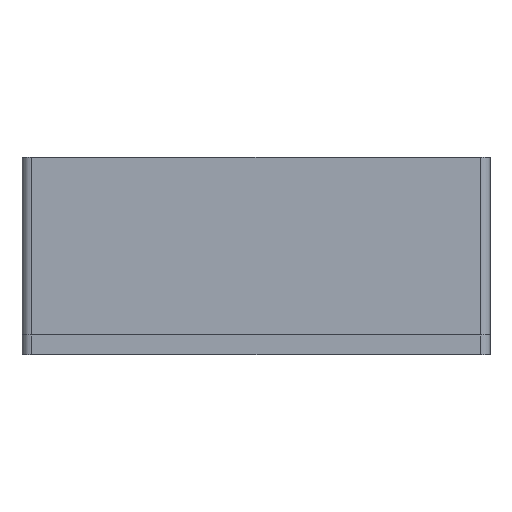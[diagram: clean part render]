
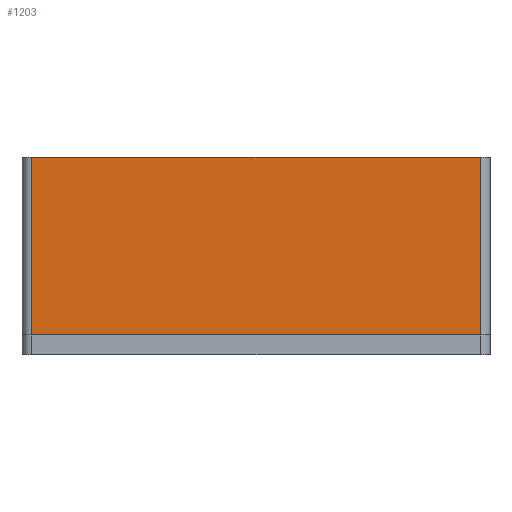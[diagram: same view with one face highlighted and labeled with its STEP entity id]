
A CAD part, left-side view. The second image highlights one B-rep face of the part: STEP entity #1203.
In plain terms, the highlighted planar face has unit normal (-1, 0, 0).
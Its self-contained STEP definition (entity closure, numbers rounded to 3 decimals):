
#327 = VERTEX_POINT('',#328);
#328 = CARTESIAN_POINT('',(-33.4,-45.4,4.));
#335 = EDGE_CURVE('',#336,#327,#338,.T.);
#336 = VERTEX_POINT('',#337);
#337 = CARTESIAN_POINT('',(-33.4,45.4,4.));
#338 = LINE('',#339,#340);
#339 = CARTESIAN_POINT('',(-33.4,22.7,4.));
#340 = VECTOR('',#341,1.);
#341 = DIRECTION('',(0.,-1.,0.));
#610 = VERTEX_POINT('',#611);
#611 = CARTESIAN_POINT('',(-33.4,45.4,40.));
#618 = EDGE_CURVE('',#336,#610,#619,.T.);
#619 = LINE('',#620,#621);
#620 = CARTESIAN_POINT('',(-33.4,45.4,0.));
#621 = VECTOR('',#622,1.);
#622 = DIRECTION('',(0.,0.,1.));
#666 = EDGE_CURVE('',#610,#667,#669,.T.);
#667 = VERTEX_POINT('',#668);
#668 = CARTESIAN_POINT('',(-33.4,-45.4,40.));
#669 = LINE('',#670,#671);
#670 = CARTESIAN_POINT('',(-33.4,45.4,40.));
#671 = VECTOR('',#672,1.);
#672 = DIRECTION('',(0.,-1.,0.));
#1203 = ADVANCED_FACE('',(#1204),#1215,.F.);
#1204 = FACE_BOUND('',#1205,.F.);
#1205 = EDGE_LOOP('',(#1206,#1207,#1208,#1209));
#1206 = ORIENTED_EDGE('',*,*,#335,.F.);
#1207 = ORIENTED_EDGE('',*,*,#618,.T.);
#1208 = ORIENTED_EDGE('',*,*,#666,.T.);
#1209 = ORIENTED_EDGE('',*,*,#1210,.F.);
#1210 = EDGE_CURVE('',#327,#667,#1211,.T.);
#1211 = LINE('',#1212,#1213);
#1212 = CARTESIAN_POINT('',(-33.4,-45.4,0.));
#1213 = VECTOR('',#1214,1.);
#1214 = DIRECTION('',(0.,0.,1.));
#1215 = PLANE('',#1216);
#1216 = AXIS2_PLACEMENT_3D('',#1217,#1218,#1219);
#1217 = CARTESIAN_POINT('',(-33.4,45.4,0.));
#1218 = DIRECTION('',(1.,0.,0.));
#1219 = DIRECTION('',(0.,-1.,0.));
